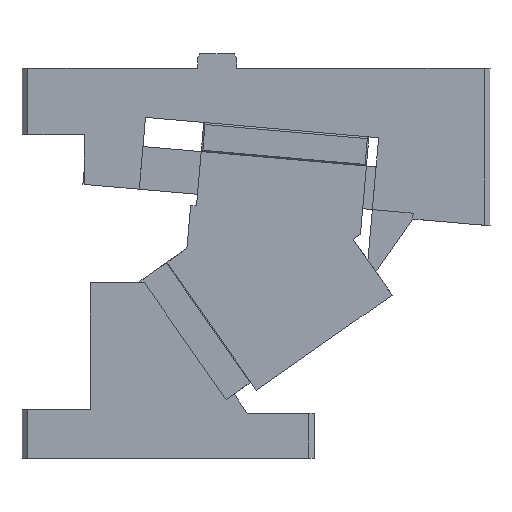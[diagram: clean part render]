
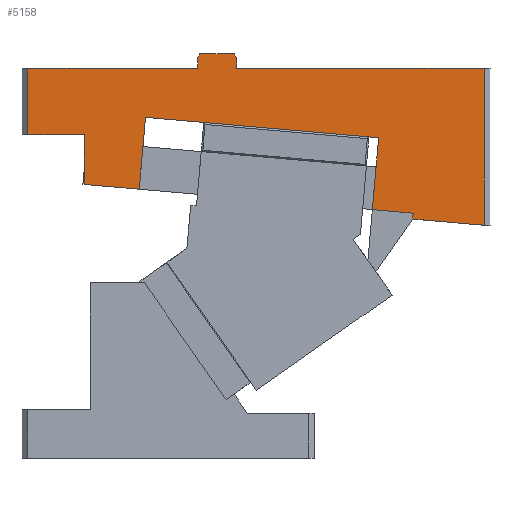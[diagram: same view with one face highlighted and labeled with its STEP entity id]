
A CAD part, front view. The second image highlights one B-rep face of the part: STEP entity #5158.
In plain terms, the highlighted planar face has unit normal (0, -1, 0).
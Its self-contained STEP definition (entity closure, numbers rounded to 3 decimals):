
#2619=CARTESIAN_POINT('Vertex',(60.117,0.,137.999)) ;
#2622=CARTESIAN_POINT('Line Origine',(46.058,0.,139.229)) ;
#2626=CARTESIAN_POINT('Vertex',(32.,0.,140.459)) ;
#2908=CARTESIAN_POINT('Line Origine',(17.5,0.,166.)) ;
#2912=CARTESIAN_POINT('Vertex',(32.,0.,166.)) ;
#2914=CARTESIAN_POINT('Vertex',(3.,0.,166.)) ;
#3428=CARTESIAN_POINT('Line Origine',(46.5,0.,200.)) ;
#3432=CARTESIAN_POINT('Vertex',(3.,0.,200.)) ;
#3434=CARTESIAN_POINT('Vertex',(90.,0.,200.)) ;
#3889=CARTESIAN_POINT('Line Origine',(90.,0.,202.75)) ;
#3893=CARTESIAN_POINT('Vertex',(90.,0.,205.5)) ;
#3917=CARTESIAN_POINT('Vertex',(91.155,0.,207.5)) ;
#3920=CARTESIAN_POINT('Line Origine',(90.577,0.,206.5)) ;
#3937=CARTESIAN_POINT('Line Origine',(100.,0.,207.5)) ;
#3941=CARTESIAN_POINT('Vertex',(108.845,0.,207.5)) ;
#3991=CARTESIAN_POINT('Vertex',(200.319,0.,122.721)) ;
#3996=CARTESIAN_POINT('Line Origine',(200.45,0.,124.215)) ;
#4000=CARTESIAN_POINT('Vertex',(200.58,0.,125.71)) ;
#4027=CARTESIAN_POINT('Line Origine',(110.,0.,202.75)) ;
#4031=CARTESIAN_POINT('Vertex',(110.,0.,200.)) ;
#4033=CARTESIAN_POINT('Vertex',(110.,0.,205.5)) ;
#4111=CARTESIAN_POINT('Vertex',(237.,0.,200.)) ;
#4114=CARTESIAN_POINT('Line Origine',(237.,0.,184.)) ;
#4118=CARTESIAN_POINT('Vertex',(237.,0.,168.)) ;
#4121=CARTESIAN_POINT('Line Origine',(237.,0.,143.756)) ;
#4125=CARTESIAN_POINT('Vertex',(237.,0.,119.512)) ;
#4579=CARTESIAN_POINT('Line Origine',(173.5,0.,200.)) ;
#4926=CARTESIAN_POINT('Line Origine',(223.,0.,120.737)) ;
#4930=CARTESIAN_POINT('Vertex',(209.,0.,121.962)) ;
#4933=CARTESIAN_POINT('Line Origine',(204.659,0.,122.341)) ;
#5071=CARTESIAN_POINT('Line Origine',(3.,0.,183.)) ;
#5088=CARTESIAN_POINT('Line Origine',(109.423,0.,206.5)) ;
#5100=CARTESIAN_POINT('Axis2P3D Location',(194.656,0.,154.401)) ;
#5105=CARTESIAN_POINT('Line Origine',(32.,0.,153.229)) ;
#5110=CARTESIAN_POINT('Line Origine',(61.729,0.,156.428)) ;
#5114=CARTESIAN_POINT('Vertex',(63.342,0.,174.858)) ;
#5117=CARTESIAN_POINT('Line Origine',(123.113,0.,169.629)) ;
#5121=CARTESIAN_POINT('Vertex',(182.885,0.,164.399)) ;
#5124=CARTESIAN_POINT('Line Origine',(181.273,0.,145.97)) ;
#5128=CARTESIAN_POINT('Vertex',(179.66,0.,127.54)) ;
#5131=CARTESIAN_POINT('Line Origine',(190.12,0.,126.625)) ;
#2623=DIRECTION('Vector Direction',(-0.996,0.,0.087)) ;
#2909=DIRECTION('Vector Direction',(-1.,0.,0.)) ;
#3429=DIRECTION('Vector Direction',(1.,0.,0.)) ;
#3890=DIRECTION('Vector Direction',(0.,0.,1.)) ;
#3921=DIRECTION('Vector Direction',(0.5,0.,0.866)) ;
#3938=DIRECTION('Vector Direction',(-1.,0.,0.)) ;
#3997=DIRECTION('Vector Direction',(0.087,0.,0.996)) ;
#4028=DIRECTION('Vector Direction',(0.,0.,1.)) ;
#4115=DIRECTION('Vector Direction',(0.,0.,-1.)) ;
#4122=DIRECTION('Vector Direction',(0.,0.,-1.)) ;
#4580=DIRECTION('Vector Direction',(1.,0.,0.)) ;
#4927=DIRECTION('Vector Direction',(0.996,0.,-0.087)) ;
#4934=DIRECTION('Vector Direction',(-0.996,0.,0.087)) ;
#5072=DIRECTION('Vector Direction',(0.,0.,1.)) ;
#5089=DIRECTION('Vector Direction',(-0.5,0.,0.866)) ;
#5101=DIRECTION('Axis2P3D Direction',(0.,-1.,0.)) ;
#5102=DIRECTION('Axis2P3D XDirection',(1.,0.,0.)) ;
#5106=DIRECTION('Vector Direction',(0.,0.,-1.)) ;
#5111=DIRECTION('Vector Direction',(0.087,0.,0.996)) ;
#5118=DIRECTION('Vector Direction',(-0.996,0.,0.087)) ;
#5125=DIRECTION('Vector Direction',(-0.087,0.,-0.996)) ;
#5132=DIRECTION('Vector Direction',(0.996,0.,-0.087)) ;
#5103=AXIS2_PLACEMENT_3D('Plane Axis2P3D',#5100,#5101,#5102) ;
#5137=ORIENTED_EDGE('',*,*,#3943,.F.) ;
#5138=ORIENTED_EDGE('',*,*,#3924,.F.) ;
#5139=ORIENTED_EDGE('',*,*,#3895,.F.) ;
#5140=ORIENTED_EDGE('',*,*,#3436,.F.) ;
#5141=ORIENTED_EDGE('',*,*,#5075,.F.) ;
#5142=ORIENTED_EDGE('',*,*,#2916,.F.) ;
#5143=ORIENTED_EDGE('',*,*,#5109,.T.) ;
#5144=ORIENTED_EDGE('',*,*,#2628,.F.) ;
#5145=ORIENTED_EDGE('',*,*,#5116,.T.) ;
#5146=ORIENTED_EDGE('',*,*,#5123,.F.) ;
#5147=ORIENTED_EDGE('',*,*,#5130,.T.) ;
#5148=ORIENTED_EDGE('',*,*,#5135,.T.) ;
#5149=ORIENTED_EDGE('',*,*,#4002,.F.) ;
#5150=ORIENTED_EDGE('',*,*,#4937,.F.) ;
#5151=ORIENTED_EDGE('',*,*,#4932,.T.) ;
#5152=ORIENTED_EDGE('',*,*,#4127,.F.) ;
#5153=ORIENTED_EDGE('',*,*,#4120,.F.) ;
#5154=ORIENTED_EDGE('',*,*,#4583,.F.) ;
#5155=ORIENTED_EDGE('',*,*,#4035,.T.) ;
#5156=ORIENTED_EDGE('',*,*,#5092,.F.) ;
#2624=VECTOR('Line Direction',#2623,1.) ;
#2910=VECTOR('Line Direction',#2909,1.) ;
#3430=VECTOR('Line Direction',#3429,1.) ;
#3891=VECTOR('Line Direction',#3890,1.) ;
#3922=VECTOR('Line Direction',#3921,1.) ;
#3939=VECTOR('Line Direction',#3938,1.) ;
#3998=VECTOR('Line Direction',#3997,1.) ;
#4029=VECTOR('Line Direction',#4028,1.) ;
#4116=VECTOR('Line Direction',#4115,1.) ;
#4123=VECTOR('Line Direction',#4122,1.) ;
#4581=VECTOR('Line Direction',#4580,1.) ;
#4928=VECTOR('Line Direction',#4927,1.) ;
#4935=VECTOR('Line Direction',#4934,1.) ;
#5073=VECTOR('Line Direction',#5072,1.) ;
#5090=VECTOR('Line Direction',#5089,1.) ;
#5107=VECTOR('Line Direction',#5106,1.) ;
#5112=VECTOR('Line Direction',#5111,1.) ;
#5119=VECTOR('Line Direction',#5118,1.) ;
#5126=VECTOR('Line Direction',#5125,1.) ;
#5133=VECTOR('Line Direction',#5132,1.) ;
#5158=ADVANCED_FACE('CAM HOLDER',(#5157),#5104,.T.) ;
#2628=EDGE_CURVE('',#2620,#2627,#2625,.T.) ;
#2916=EDGE_CURVE('',#2913,#2915,#2911,.T.) ;
#3436=EDGE_CURVE('',#3433,#3435,#3431,.T.) ;
#3895=EDGE_CURVE('',#3435,#3894,#3892,.T.) ;
#3924=EDGE_CURVE('',#3894,#3918,#3923,.T.) ;
#3943=EDGE_CURVE('',#3918,#3942,#3940,.F.) ;
#4002=EDGE_CURVE('',#3992,#4001,#3999,.T.) ;
#4035=EDGE_CURVE('',#4032,#4034,#4030,.T.) ;
#4120=EDGE_CURVE('',#4112,#4119,#4117,.T.) ;
#4127=EDGE_CURVE('',#4119,#4126,#4124,.T.) ;
#4583=EDGE_CURVE('',#4032,#4112,#4582,.T.) ;
#4932=EDGE_CURVE('',#4931,#4126,#4929,.T.) ;
#4937=EDGE_CURVE('',#4931,#3992,#4936,.T.) ;
#5075=EDGE_CURVE('',#2915,#3433,#5074,.T.) ;
#5092=EDGE_CURVE('',#3942,#4034,#5091,.F.) ;
#5109=EDGE_CURVE('',#2913,#2627,#5108,.T.) ;
#5116=EDGE_CURVE('',#2620,#5115,#5113,.T.) ;
#5123=EDGE_CURVE('',#5122,#5115,#5120,.T.) ;
#5130=EDGE_CURVE('',#5122,#5129,#5127,.T.) ;
#5135=EDGE_CURVE('',#5129,#4001,#5134,.T.) ;
#5136=EDGE_LOOP('',(#5137,#5138,#5139,#5140,#5141,#5142,#5143,#5144,#5145,#5146,#5147,#5148,#5149,#5150,#5151,#5152,#5153,#5154,#5155,#5156)) ;
#5157=FACE_OUTER_BOUND('',#5136,.T.) ;
#2625=LINE('Line',#2622,#2624) ;
#2911=LINE('Line',#2908,#2910) ;
#3431=LINE('Line',#3428,#3430) ;
#3892=LINE('Line',#3889,#3891) ;
#3923=LINE('Line',#3920,#3922) ;
#3940=LINE('Line',#3937,#3939) ;
#3999=LINE('Line',#3996,#3998) ;
#4030=LINE('Line',#4027,#4029) ;
#4117=LINE('Line',#4114,#4116) ;
#4124=LINE('Line',#4121,#4123) ;
#4582=LINE('Line',#4579,#4581) ;
#4929=LINE('Line',#4926,#4928) ;
#4936=LINE('Line',#4933,#4935) ;
#5074=LINE('Line',#5071,#5073) ;
#5091=LINE('Line',#5088,#5090) ;
#5108=LINE('Line',#5105,#5107) ;
#5113=LINE('Line',#5110,#5112) ;
#5120=LINE('Line',#5117,#5119) ;
#5127=LINE('Line',#5124,#5126) ;
#5134=LINE('Line',#5131,#5133) ;
#5104=PLANE('Plane',#5103) ;
#2620=VERTEX_POINT('',#2619) ;
#2627=VERTEX_POINT('',#2626) ;
#2913=VERTEX_POINT('',#2912) ;
#2915=VERTEX_POINT('',#2914) ;
#3433=VERTEX_POINT('',#3432) ;
#3435=VERTEX_POINT('',#3434) ;
#3894=VERTEX_POINT('',#3893) ;
#3918=VERTEX_POINT('',#3917) ;
#3942=VERTEX_POINT('',#3941) ;
#3992=VERTEX_POINT('',#3991) ;
#4001=VERTEX_POINT('',#4000) ;
#4032=VERTEX_POINT('',#4031) ;
#4034=VERTEX_POINT('',#4033) ;
#4112=VERTEX_POINT('',#4111) ;
#4119=VERTEX_POINT('',#4118) ;
#4126=VERTEX_POINT('',#4125) ;
#4931=VERTEX_POINT('',#4930) ;
#5115=VERTEX_POINT('',#5114) ;
#5122=VERTEX_POINT('',#5121) ;
#5129=VERTEX_POINT('',#5128) ;
